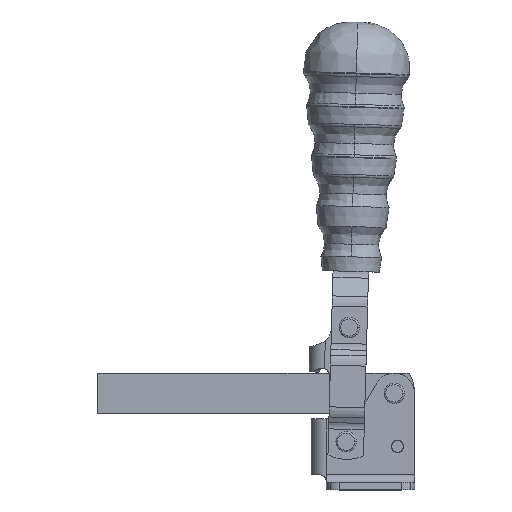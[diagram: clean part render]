
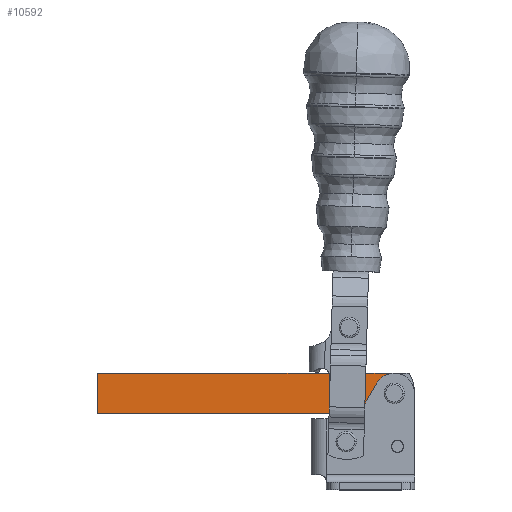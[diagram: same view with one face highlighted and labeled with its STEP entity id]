
A CAD part, top view. The second image highlights one B-rep face of the part: STEP entity #10592.
In plain terms, the highlighted planar face has unit normal (0, 0, 1).
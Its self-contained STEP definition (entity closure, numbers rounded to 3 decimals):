
#5257=CARTESIAN_POINT('',(8.6,3.528,-3.422));
#5258=VERTEX_POINT('',#5257);
#5274=CARTESIAN_POINT('',(9.229,2.523,-3.422));
#5275=VERTEX_POINT('',#5274);
#5282=CARTESIAN_POINT('',(11.406,4.588,-3.422));
#5283=DIRECTION('',(0.,0.,1.0));
#5284=DIRECTION('',(-0.935,-0.353,0.));
#5285=AXIS2_PLACEMENT_3D('',#5282,#5283,#5284);
#5286=CIRCLE('',#5285,3.);
#5287=EDGE_CURVE('',#5258,#5275,#5286,.T.);
#5299=CARTESIAN_POINT('',(-0.058,-7.888,-3.422));
#5300=VERTEX_POINT('',#5299);
#5316=CARTESIAN_POINT('',(-2.846,-2.037,-3.422));
#5317=VERTEX_POINT('',#5316);
#5324=CARTESIAN_POINT('',(4.15,-2.293,-3.422));
#5325=DIRECTION('',(0.,0.,-1.0));
#5326=DIRECTION('',(-0.601,-0.799,0.));
#5327=AXIS2_PLACEMENT_3D('',#5324,#5325,#5326);
#5328=CIRCLE('',#5327,7.);
#5329=EDGE_CURVE('',#5300,#5317,#5328,.T.);
#6090=CARTESIAN_POINT('',(10.725,-7.293,-3.422));
#6091=VERTEX_POINT('',#6090);
#6098=CARTESIAN_POINT('',(8.065,-10.293,-3.422));
#6099=VERTEX_POINT('',#6098);
#6100=CARTESIAN_POINT('',(2.065,-2.293,-3.422));
#6101=DIRECTION('',(0.0,0.0,-1.));
#6102=DIRECTION('',(0.5,-0.866,0.0));
#6103=AXIS2_PLACEMENT_3D('',#6100,#6101,#6102);
#6104=CIRCLE('',#6103,10.);
#6105=EDGE_CURVE('',#6091,#6099,#6104,.T.);
#7472=CARTESIAN_POINT('',(15.922,1.707,-3.422));
#7473=VERTEX_POINT('',#7472);
#7482=CARTESIAN_POINT('',(22.85,5.707,-3.422));
#7483=VERTEX_POINT('',#7482);
#7491=CARTESIAN_POINT('',(22.85,-2.293,-3.422));
#7492=DIRECTION('',(0.0,0.0,-1.0));
#7493=DIRECTION('',(-1.0,0.0,0.0));
#7494=AXIS2_PLACEMENT_3D('',#7491,#7492,#7493);
#7495=CIRCLE('',#7494,8.0);
#7496=EDGE_CURVE('',#7473,#7483,#7495,.T.);
#9534=CARTESIAN_POINT('',(15.922,1.707,-3.422));
#9535=DIRECTION('',(-0.5,-0.866,0.));
#9536=VECTOR('',#9535,10.392);
#9537=LINE('',#9534,#9536);
#9538=EDGE_CURVE('',#7473,#6091,#9537,.T.);
#10378=CARTESIAN_POINT('',(-94.15,-10.293,-3.422));
#10379=VERTEX_POINT('',#10378);
#10380=CARTESIAN_POINT('',(-94.15,5.707,-3.422));
#10381=VERTEX_POINT('',#10380);
#10382=CARTESIAN_POINT('',(-94.15,-10.293,-3.422));
#10383=DIRECTION('',(0.0,1.0,0.0));
#10384=VECTOR('',#10383,16.);
#10385=LINE('',#10382,#10384);
#10386=EDGE_CURVE('',#10379,#10381,#10385,.T.);
#10418=CARTESIAN_POINT('',(8.065,-10.293,-3.422));
#10419=DIRECTION('',(-1.0,0.0,0.0));
#10420=VECTOR('',#10419,102.215);
#10421=LINE('',#10418,#10420);
#10422=EDGE_CURVE('',#6099,#10379,#10421,.T.);
#10465=CARTESIAN_POINT('',(-2.831,5.707,-3.422));
#10466=VERTEX_POINT('',#10465);
#10467=CARTESIAN_POINT('',(-94.15,5.707,-3.422));
#10468=DIRECTION('',(1.0,0.0,0.0));
#10469=VECTOR('',#10468,91.32);
#10470=LINE('',#10467,#10469);
#10471=EDGE_CURVE('',#10381,#10466,#10470,.T.);
#10473=CARTESIAN_POINT('',(8.445,5.707,-3.422));
#10474=VERTEX_POINT('',#10473);
#10481=CARTESIAN_POINT('',(8.445,5.707,-3.422));
#10482=DIRECTION('',(1.0,0.0,0.0));
#10483=VECTOR('',#10482,14.405);
#10484=LINE('',#10481,#10483);
#10485=EDGE_CURVE('',#10474,#7483,#10484,.T.);
#10539=CARTESIAN_POINT('',(-31.65,-2.293,-3.422));
#10540=DIRECTION('',(0.0,0.0,1.0));
#10541=DIRECTION('',(1.0,0.0,0.0));
#10542=AXIS2_PLACEMENT_3D('',#10539,#10540,#10541);
#10543=PLANE('',#10542);
#10544=CARTESIAN_POINT('',(-2.608,4.458,-3.422));
#10545=VERTEX_POINT('',#10544);
#10546=CARTESIAN_POINT('',(-5.606,4.568,-3.422));
#10547=DIRECTION('',(0.,0.,1.));
#10548=DIRECTION('',(-0.847,0.531,0.));
#10549=AXIS2_PLACEMENT_3D('',#10546,#10547,#10548);
#10550=CIRCLE('',#10549,3.);
#10551=EDGE_CURVE('',#10545,#10466,#10550,.T.);
#10552=ORIENTED_EDGE('',*,*,#10551,.T.);
#10553=ORIENTED_EDGE('',*,*,#10471,.F.);
#10554=ORIENTED_EDGE('',*,*,#10386,.F.);
#10555=ORIENTED_EDGE('',*,*,#10422,.F.);
#10556=ORIENTED_EDGE('',*,*,#6105,.F.);
#10557=ORIENTED_EDGE('',*,*,#9538,.F.);
#10558=ORIENTED_EDGE('',*,*,#7496,.T.);
#10559=ORIENTED_EDGE('',*,*,#10485,.F.);
#10560=CARTESIAN_POINT('',(8.408,4.697,-3.422));
#10561=VERTEX_POINT('',#10560);
#10562=CARTESIAN_POINT('',(8.445,5.707,-3.422));
#10563=DIRECTION('',(-0.037,-0.999,0.));
#10564=VECTOR('',#10563,1.01);
#10565=LINE('',#10562,#10564);
#10566=EDGE_CURVE('',#10474,#10561,#10565,.T.);
#10567=ORIENTED_EDGE('',*,*,#10566,.T.);
#10568=CARTESIAN_POINT('',(11.406,4.588,-3.422));
#10569=DIRECTION('',(0.,0.,1.0));
#10570=DIRECTION('',(-0.935,-0.353,0.));
#10571=AXIS2_PLACEMENT_3D('',#10568,#10569,#10570);
#10572=CIRCLE('',#10571,3.);
#10573=EDGE_CURVE('',#10561,#5258,#10572,.T.);
#10574=ORIENTED_EDGE('',*,*,#10573,.T.);
#10575=ORIENTED_EDGE('',*,*,#5287,.T.);
#10576=CARTESIAN_POINT('',(4.15,-2.293,-3.422));
#10577=DIRECTION('',(0.,0.,-1.0));
#10578=DIRECTION('',(-0.601,-0.799,0.));
#10579=AXIS2_PLACEMENT_3D('',#10576,#10577,#10578);
#10580=CIRCLE('',#10579,7.);
#10581=EDGE_CURVE('',#5275,#5300,#10580,.T.);
#10582=ORIENTED_EDGE('',*,*,#10581,.T.);
#10583=ORIENTED_EDGE('',*,*,#5329,.T.);
#10584=CARTESIAN_POINT('',(-2.846,-2.037,-3.422));
#10585=DIRECTION('',(0.037,0.999,0.0));
#10586=VECTOR('',#10585,6.5);
#10587=LINE('',#10584,#10586);
#10588=EDGE_CURVE('',#5317,#10545,#10587,.T.);
#10589=ORIENTED_EDGE('',*,*,#10588,.T.);
#10590=EDGE_LOOP('',(#10552,#10553,#10554,#10555,#10556,#10557,#10558,#10559,#10567,#10574,#10575,#10582,#10583,#10589));
#10591=FACE_OUTER_BOUND('',#10590,.T.);
#10592=ADVANCED_FACE('',(#10591),#10543,.T.);
